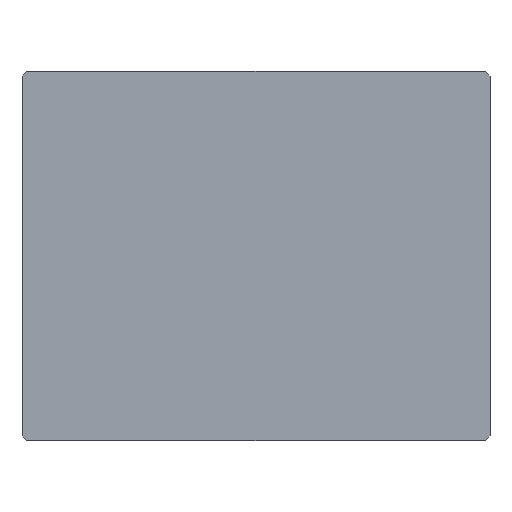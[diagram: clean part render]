
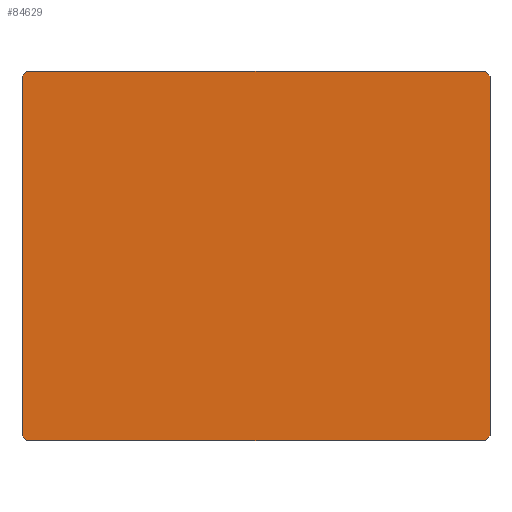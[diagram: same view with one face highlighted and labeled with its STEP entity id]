
A CAD part, front view. The second image highlights one B-rep face of the part: STEP entity #84629.
In plain terms, the highlighted planar face has unit normal (0, -1, 0).
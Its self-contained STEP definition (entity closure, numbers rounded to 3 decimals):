
#5636=FACE_OUTER_BOUND('',#11102,.T.);
#11102=EDGE_LOOP('',(#73569,#73570,#73571,#73572,#73573,#73574,#73575,#73576));
#22326=LINE('',#135301,#33599);
#22327=LINE('',#135303,#33600);
#22328=LINE('',#135305,#33601);
#22329=LINE('',#135307,#33602);
#22330=LINE('',#135309,#33603);
#22331=LINE('',#135311,#33604);
#22332=LINE('',#135313,#33605);
#22333=LINE('',#135314,#33606);
#33599=VECTOR('',#112477,2.828);
#33600=VECTOR('',#112478,186.);
#33601=VECTOR('',#112479,2.828);
#33602=VECTOR('',#112480,146.);
#33603=VECTOR('',#112481,2.828);
#33604=VECTOR('',#112482,186.);
#33605=VECTOR('',#112483,2.828);
#33606=VECTOR('',#112484,146.);
#39573=VERTEX_POINT('',#135299);
#39574=VERTEX_POINT('',#135300);
#39575=VERTEX_POINT('',#135302);
#39576=VERTEX_POINT('',#135304);
#39577=VERTEX_POINT('',#135306);
#39578=VERTEX_POINT('',#135308);
#39579=VERTEX_POINT('',#135310);
#39580=VERTEX_POINT('',#135312);
#50917=EDGE_CURVE('',#39573,#39574,#22326,.T.);
#50918=EDGE_CURVE('',#39575,#39574,#22327,.T.);
#50919=EDGE_CURVE('',#39575,#39576,#22328,.T.);
#50920=EDGE_CURVE('',#39577,#39576,#22329,.T.);
#50921=EDGE_CURVE('',#39577,#39578,#22330,.T.);
#50922=EDGE_CURVE('',#39579,#39578,#22331,.T.);
#50923=EDGE_CURVE('',#39579,#39580,#22332,.T.);
#50924=EDGE_CURVE('',#39573,#39580,#22333,.T.);
#73569=ORIENTED_EDGE('',*,*,#50917,.T.);
#73570=ORIENTED_EDGE('',*,*,#50918,.F.);
#73571=ORIENTED_EDGE('',*,*,#50919,.T.);
#73572=ORIENTED_EDGE('',*,*,#50920,.F.);
#73573=ORIENTED_EDGE('',*,*,#50921,.T.);
#73574=ORIENTED_EDGE('',*,*,#50922,.F.);
#73575=ORIENTED_EDGE('',*,*,#50923,.T.);
#73576=ORIENTED_EDGE('',*,*,#50924,.F.);
#79194=PLANE('',#90244);
#84629=ADVANCED_FACE('',(#5636),#79194,.F.);
#90244=AXIS2_PLACEMENT_3D('',#135298,#112475,#112476);
#112475=DIRECTION('center_axis',(0.,1.,0.));
#112476=DIRECTION('ref_axis',(0.,0.,-1.));
#112477=DIRECTION('',(-0.707,0.,0.707));
#112478=DIRECTION('',(1.,0.,0.));
#112479=DIRECTION('',(-0.707,0.,-0.707));
#112480=DIRECTION('',(0.,0.,1.));
#112481=DIRECTION('',(0.707,0.,-0.707));
#112482=DIRECTION('',(-1.,0.,0.));
#112483=DIRECTION('',(0.707,0.,0.707));
#112484=DIRECTION('',(0.,0.,-1.));
#135298=CARTESIAN_POINT('Origin',(0.,0.,0.));
#135299=CARTESIAN_POINT('',(95.,0.,73.));
#135300=CARTESIAN_POINT('',(93.,0.,75.));
#135301=CARTESIAN_POINT('',(95.,0.,73.));
#135302=CARTESIAN_POINT('',(-93.,0.,75.));
#135303=CARTESIAN_POINT('',(-93.,0.,75.));
#135304=CARTESIAN_POINT('',(-95.,0.,73.));
#135305=CARTESIAN_POINT('',(-93.,0.,75.));
#135306=CARTESIAN_POINT('',(-95.,0.,-73.));
#135307=CARTESIAN_POINT('',(-95.,0.,-73.));
#135308=CARTESIAN_POINT('',(-93.,0.,-75.));
#135309=CARTESIAN_POINT('',(-95.,0.,-73.));
#135310=CARTESIAN_POINT('',(93.,0.,-75.));
#135311=CARTESIAN_POINT('',(93.,0.,-75.));
#135312=CARTESIAN_POINT('',(95.,0.,-73.));
#135313=CARTESIAN_POINT('',(93.,0.,-75.));
#135314=CARTESIAN_POINT('',(95.,0.,73.));
